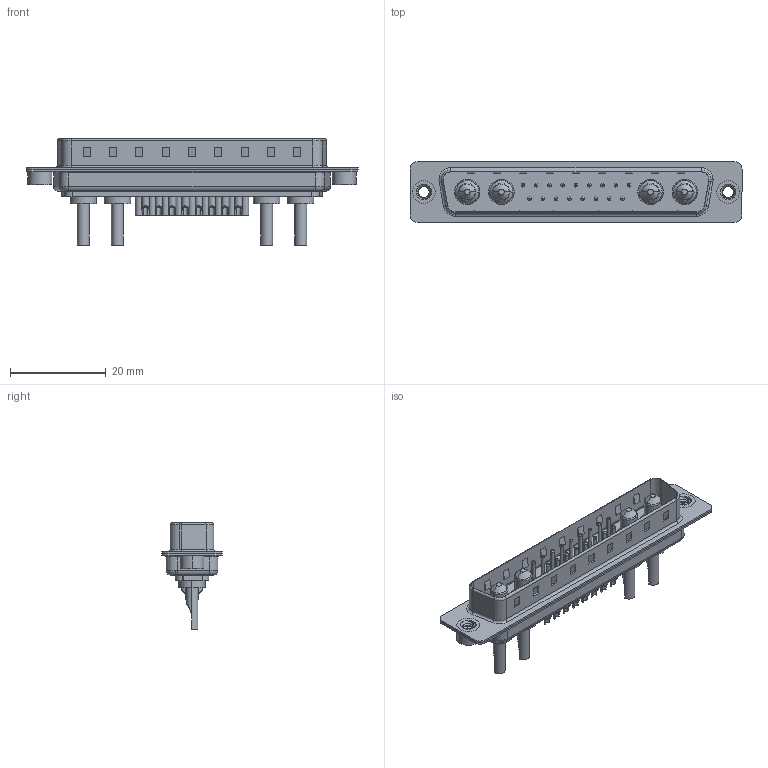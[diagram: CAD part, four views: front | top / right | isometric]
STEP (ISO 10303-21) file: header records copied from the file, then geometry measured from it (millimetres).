
FILE_DESCRIPTION (( 'STEP AP203' ), '1' );
FILE_NAME ('627-21W4622-1N2.STEP', '2019-05-30T18:10:49', ( '' ), ( '' ), 'SwSTEP 2.0', 'SolidWorks 2016', '' );
FILE_SCHEMA (( 'CONFIG_CONTROL_DESIGN' ));
Length unit declared in the file: millimetre
Products named in the file (8): 627Combo Shell Front_37 Contacts; 627Combo Threaded Rivet_2; Power Pin_10A SC; 627Combo Contact Row 1_22; 627Combo Contact Row 2_22; 627-21W4622-1N2; 627Combo Housing_21W4; 627Combo Shell Rear_37 Contacts
Assembly tree (26 placements, depth 2):
  627-21W4622-1N2
    627Combo Housing_21W4
    627Combo Shell Rear_37 Contacts
    627Combo Shell Front_37 Contacts
    627Combo Threaded Rivet_2  x2
    Power Pin_10A SC  x4
    627Combo Contact Row 1_22  x9
    627Combo Contact Row 2_22  x8
Bounding box: 69.3 x 12.6 x 22.3 mm (x, y, z)
Volume: 4057.6 mm3; surface area: 9468.7 mm2
Topology: 30 solids, 30 shells, 1221 faces, 2881 edges, 1769 vertices
Faces by surface type: cylinder 501, plane 404, torus 228, cone 74, bspline 14
Entity records: 21761 total; most frequent: CARTESIAN_POINT 4895, DIRECTION 3425, ORIENTED_EDGE 3082, EDGE_CURVE 1541, AXIS2_PLACEMENT_3D 1300, VERTEX_POINT 979, LINE 825, VECTOR 825
